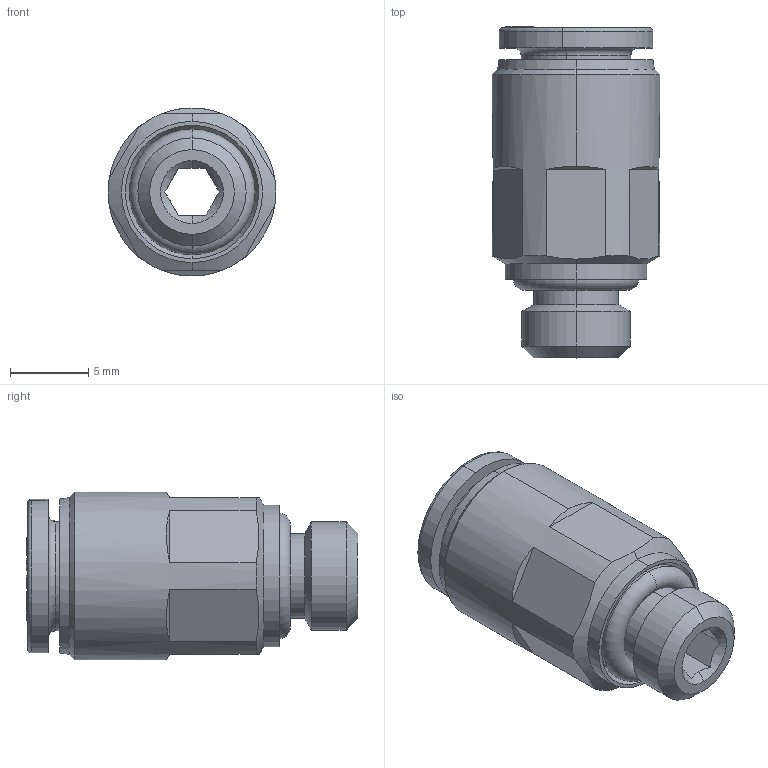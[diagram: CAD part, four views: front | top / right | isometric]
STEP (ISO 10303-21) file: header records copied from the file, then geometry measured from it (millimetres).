
FILE_DESCRIPTION (( 'STEP AP214' ), '1' );
FILE_NAME ('5602000010.STEP', '2016-05-24T06:53:25', ( '' ), ( '' ), 'SwSTEP 2.0', 'SolidWorks 2016', '' );
FILE_SCHEMA (( 'AUTOMOTIVE_DESIGN' ));
Length unit declared in the file: millimetre
Products named in the file (1): 5602000010
Bounding box: 10.7 x 21.15 x 10.7 mm (x, y, z)
Surface area: 1209.6 mm2 (no closed solid volume)
Topology: 0 solids, 6 shells, 228 faces, 718 edges, 480 vertices
Faces by surface type: plane 128, bspline 58, cone 16, cylinder 16, torus 10
Entity records: 11957 total; most frequent: CARTESIAN_POINT 3631, ORIENTED_EDGE 1263, DIRECTION 958, EDGE_CURVE 718, VERTEX_POINT 480, VECTOR 456, LINE 456, AXIS2_PLACEMENT_3D 251
